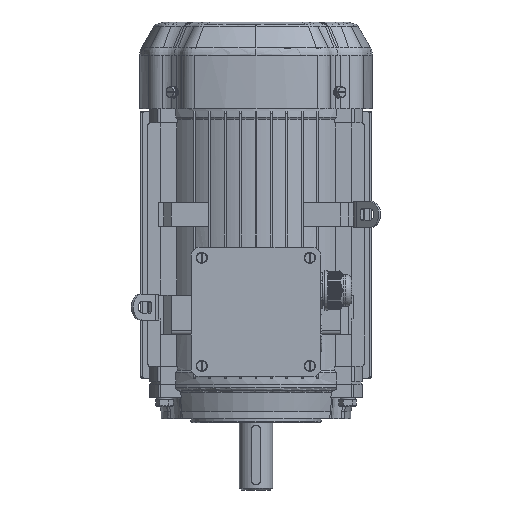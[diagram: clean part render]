
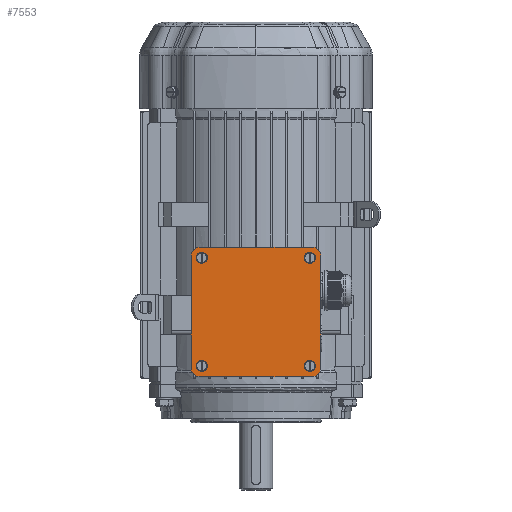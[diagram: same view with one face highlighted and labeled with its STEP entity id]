
A CAD part, left-side view. The second image highlights one B-rep face of the part: STEP entity #7553.
In plain terms, the highlighted planar face has unit normal (-1, 0, 0).
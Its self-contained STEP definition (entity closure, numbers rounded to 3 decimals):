
#3127=FACE_BOUND('',#17503,.T.);
#3128=FACE_BOUND('',#17504,.T.);
#3129=FACE_BOUND('',#17505,.T.);
#3130=FACE_BOUND('',#17506,.T.);
#3131=FACE_BOUND('',#17507,.T.);
#4362=CIRCLE('',#75615,2.9);
#4363=CIRCLE('',#75616,2.9);
#4364=CIRCLE('',#75617,7.);
#4365=CIRCLE('',#75618,7.);
#4366=CIRCLE('',#75619,7.);
#4367=CIRCLE('',#75620,7.);
#4368=CIRCLE('',#75621,2.9);
#4369=CIRCLE('',#75622,2.9);
#7553=ADVANCED_FACE('',(#3127,#3128,#3129,#3130,#3131),#11583,.T.);
#11583=PLANE('',#75623);
#17503=EDGE_LOOP('',(#25308));
#17504=EDGE_LOOP('',(#25309));
#17505=EDGE_LOOP('',(#25310,#25311,#25312,#25313,#25314,#25315,#25316,#25317));
#17506=EDGE_LOOP('',(#25318));
#17507=EDGE_LOOP('',(#25319));
#25308=ORIENTED_EDGE('',*,*,#53762,.T.);
#25309=ORIENTED_EDGE('',*,*,#53763,.F.);
#25310=ORIENTED_EDGE('',*,*,#53764,.F.);
#25311=ORIENTED_EDGE('',*,*,#53765,.F.);
#25312=ORIENTED_EDGE('',*,*,#53766,.F.);
#25313=ORIENTED_EDGE('',*,*,#53767,.F.);
#25314=ORIENTED_EDGE('',*,*,#53768,.F.);
#25315=ORIENTED_EDGE('',*,*,#53769,.F.);
#25316=ORIENTED_EDGE('',*,*,#53770,.F.);
#25317=ORIENTED_EDGE('',*,*,#53771,.F.);
#25318=ORIENTED_EDGE('',*,*,#53772,.T.);
#25319=ORIENTED_EDGE('',*,*,#53773,.T.);
#46332=VERTEX_POINT('',#102966);
#46333=VERTEX_POINT('',#102968);
#46334=VERTEX_POINT('',#102970);
#46335=VERTEX_POINT('',#102971);
#46336=VERTEX_POINT('',#102973);
#46337=VERTEX_POINT('',#102975);
#46338=VERTEX_POINT('',#102977);
#46339=VERTEX_POINT('',#102979);
#46340=VERTEX_POINT('',#102981);
#46341=VERTEX_POINT('',#102983);
#46342=VERTEX_POINT('',#102986);
#46343=VERTEX_POINT('',#102988);
#53762=EDGE_CURVE('',#46332,#46332,#4362,.T.);
#53763=EDGE_CURVE('',#46333,#46333,#4363,.T.);
#53764=EDGE_CURVE('',#46334,#46335,#4364,.T.);
#53765=EDGE_CURVE('',#46336,#46334,#64437,.T.);
#53766=EDGE_CURVE('',#46337,#46336,#4365,.T.);
#53767=EDGE_CURVE('',#46338,#46337,#64438,.T.);
#53768=EDGE_CURVE('',#46339,#46338,#4366,.T.);
#53769=EDGE_CURVE('',#46340,#46339,#64439,.T.);
#53770=EDGE_CURVE('',#46341,#46340,#4367,.T.);
#53771=EDGE_CURVE('',#46335,#46341,#64440,.T.);
#53772=EDGE_CURVE('',#46342,#46342,#4368,.T.);
#53773=EDGE_CURVE('',#46343,#46343,#4369,.T.);
#64437=LINE('',#102972,#70013);
#64438=LINE('',#102976,#70014);
#64439=LINE('',#102980,#70015);
#64440=LINE('',#102984,#70016);
#70013=VECTOR('',#83312,1.);
#70014=VECTOR('',#83315,1.);
#70015=VECTOR('',#83318,1.);
#70016=VECTOR('',#83321,1.);
#75615=AXIS2_PLACEMENT_3D('',#102965,#83306,#83307);
#75616=AXIS2_PLACEMENT_3D('',#102967,#83308,#83309);
#75617=AXIS2_PLACEMENT_3D('',#102969,#83310,#83311);
#75618=AXIS2_PLACEMENT_3D('',#102974,#83313,#83314);
#75619=AXIS2_PLACEMENT_3D('',#102978,#83316,#83317);
#75620=AXIS2_PLACEMENT_3D('',#102982,#83319,#83320);
#75621=AXIS2_PLACEMENT_3D('',#102985,#83322,#83323);
#75622=AXIS2_PLACEMENT_3D('',#102987,#83324,#83325);
#75623=AXIS2_PLACEMENT_3D('',#102989,#83326,#83327);
#83306=DIRECTION('',(1.,0.,0.));
#83307=DIRECTION('',(0.,1.,0.));
#83308=DIRECTION('',(-1.,0.,0.));
#83309=DIRECTION('',(0.,1.,0.));
#83310=DIRECTION('',(1.,0.,0.));
#83311=DIRECTION('',(0.,1.,0.));
#83312=DIRECTION('',(0.,0.,1.));
#83313=DIRECTION('',(1.,0.,0.));
#83314=DIRECTION('',(0.,1.,0.));
#83315=DIRECTION('',(0.,1.,0.));
#83316=DIRECTION('',(1.,0.,0.));
#83317=DIRECTION('',(0.,1.,0.));
#83318=DIRECTION('',(0.,0.,-1.));
#83319=DIRECTION('',(1.,0.,0.));
#83320=DIRECTION('',(0.,1.,0.));
#83321=DIRECTION('',(0.,-1.,0.));
#83322=DIRECTION('',(1.,0.,0.));
#83323=DIRECTION('',(0.,1.,0.));
#83324=DIRECTION('',(1.,0.,0.));
#83325=DIRECTION('',(0.,1.,0.));
#83326=DIRECTION('',(-1.,0.,0.));
#83327=DIRECTION('',(0.,1.,0.));
#102965=CARTESIAN_POINT('',(-156.5,45.618,106.5));
#102966=CARTESIAN_POINT('',(-156.5,48.518,106.5));
#102967=CARTESIAN_POINT('',(-156.5,45.618,15.5));
#102968=CARTESIAN_POINT('',(-156.5,48.518,15.5));
#102969=CARTESIAN_POINT('',(-156.5,47.618,108.5));
#102970=CARTESIAN_POINT('',(-156.5,54.618,108.5));
#102971=CARTESIAN_POINT('',(-156.5,47.618,115.5));
#102972=CARTESIAN_POINT('',(-156.5,54.618,61.));
#102973=CARTESIAN_POINT('',(-156.5,54.618,13.5));
#102974=CARTESIAN_POINT('',(-156.5,47.618,13.5));
#102975=CARTESIAN_POINT('',(-156.5,47.618,6.5));
#102976=CARTESIAN_POINT('',(-156.5,0.118,6.5));
#102977=CARTESIAN_POINT('',(-156.5,-47.382,6.5));
#102978=CARTESIAN_POINT('',(-156.5,-47.382,13.5));
#102979=CARTESIAN_POINT('',(-156.5,-54.382,13.5));
#102980=CARTESIAN_POINT('',(-156.5,-54.382,61.));
#102981=CARTESIAN_POINT('',(-156.5,-54.382,108.5));
#102982=CARTESIAN_POINT('',(-156.5,-47.382,108.5));
#102983=CARTESIAN_POINT('',(-156.5,-47.382,115.5));
#102984=CARTESIAN_POINT('',(-156.5,0.118,115.5));
#102985=CARTESIAN_POINT('',(-156.5,-45.382,106.5));
#102986=CARTESIAN_POINT('',(-156.5,-42.482,106.5));
#102987=CARTESIAN_POINT('',(-156.5,-45.382,15.5));
#102988=CARTESIAN_POINT('',(-156.5,-42.482,15.5));
#102989=CARTESIAN_POINT('',(-156.5,0.118,61.));
